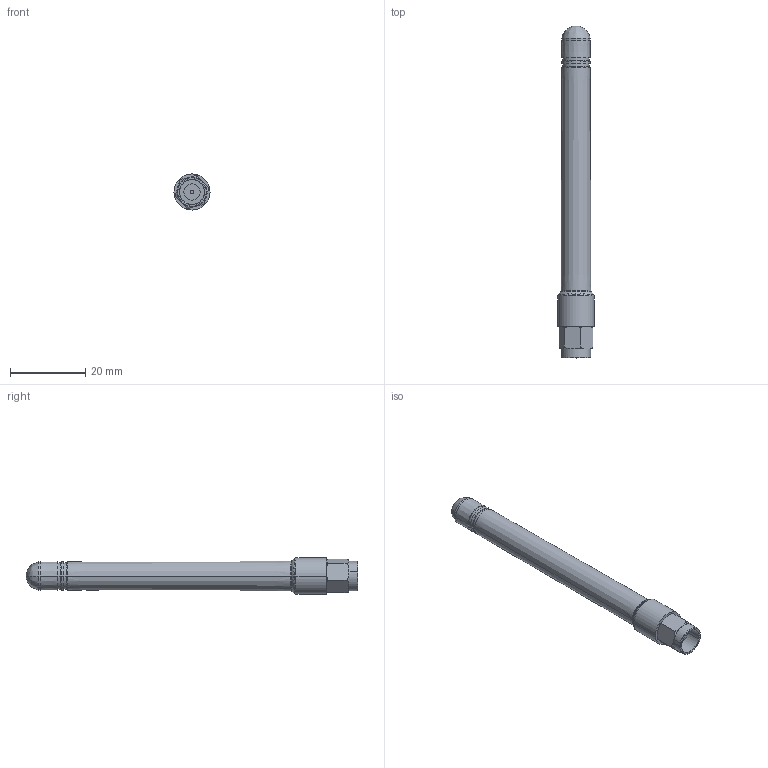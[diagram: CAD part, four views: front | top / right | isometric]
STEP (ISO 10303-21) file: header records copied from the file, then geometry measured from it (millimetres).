
FILE_DESCRIPTION (( 'STEP AP214' ), '1' );
FILE_NAME ('GW.48.A151_web.STEP', '2020-03-05T01:09:50', ( '' ), ( '' ), 'SwSTEP 2.0', 'SolidWorks 2017', '' );
FILE_SCHEMA (( 'AUTOMOTIVE_DESIGN' ));
Length unit declared in the file: millimetre
Products named in the file (1): GW.48.A151_web
Bounding box: 9.6 x 88.4 x 9.6 mm (x, y, z)
Surface area: 2651.3 mm2 (no closed solid volume)
Topology: 0 solids, 7 shells, 64 faces, 136 edges, 79 vertices
Faces by surface type: cone 20, bspline 16, cylinder 14, plane 14
Entity records: 2700 total; most frequent: CARTESIAN_POINT 692, DIRECTION 274, ORIENTED_EDGE 247, EDGE_CURVE 134, AXIS2_PLACEMENT_3D 117, VERTEX_POINT 79, CIRCLE 68, EDGE_LOOP 67
